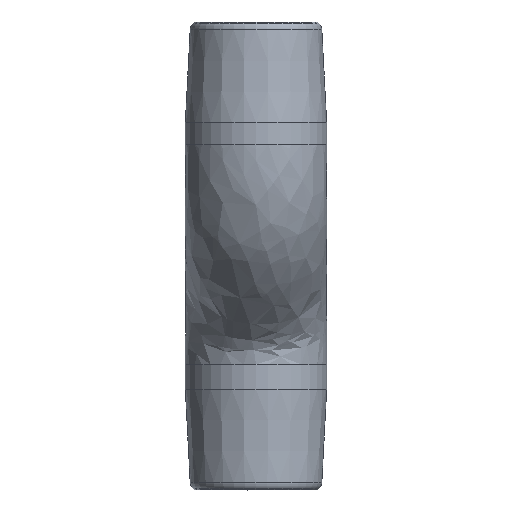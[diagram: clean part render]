
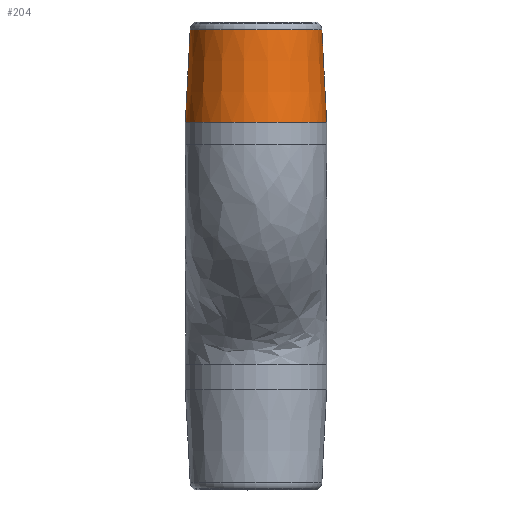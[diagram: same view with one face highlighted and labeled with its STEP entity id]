
A CAD part, front view. The second image highlights one B-rep face of the part: STEP entity #204.
In plain terms, the highlighted conical face has half-angle 3 degrees and reference radius 10.412 mm.
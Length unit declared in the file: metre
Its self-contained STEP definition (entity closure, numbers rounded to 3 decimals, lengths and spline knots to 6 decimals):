
#204 = ADVANCED_FACE( '', ( #456, #457 ), #458, .T. );
#456 = FACE_BOUND( '', #5998, .T. );
#457 = FACE_OUTER_BOUND( '', #5999, .T. );
#458 = CONICAL_SURFACE( '', #6000, 0.010411, 0.052 );
#5998 = EDGE_LOOP( '', ( #14057 ) );
#5999 = EDGE_LOOP( '', ( #14058 ) );
#6000 = AXIS2_PLACEMENT_3D( '', #14059, #14060, #14061 );
#14057 = ORIENTED_EDGE( '', *, *, #14885, .T. );
#14058 = ORIENTED_EDGE( '', *, *, #14949, .F. );
#14059 = CARTESIAN_POINT( '', ( 0., 0.096734, 0.1533 ) );
#14060 = DIRECTION( '', ( 0., 0., -1. ) );
#14061 = DIRECTION( '', ( -1., 0., 0. ) );
#14885 = EDGE_CURVE( '', #15299, #15299, #15300, .F. );
#14949 = EDGE_CURVE( '', #15394, #15394, #15395, .F. );
#15299 = VERTEX_POINT( '', #19529 );
#15300 = CIRCLE( '', #19530, 0.010474 );
#15394 = VERTEX_POINT( '', #20709 );
#15395 = CIRCLE( '', #20710, 0.01125 );
#19529 = CARTESIAN_POINT( '', ( 0.010474, 0.096734, 0.152103 ) );
#19530 = AXIS2_PLACEMENT_3D( '', #21862, #21863, #21864 );
#20709 = CARTESIAN_POINT( '', ( 0.01125, 0.096734, 0.1373 ) );
#20710 = AXIS2_PLACEMENT_3D( '', #21896, #21897, #21898 );
#21862 = CARTESIAN_POINT( '', ( 0., 0.096734, 0.152103 ) );
#21863 = DIRECTION( '', ( 0., 0., 1. ) );
#21864 = DIRECTION( '', ( 1., 0., 0. ) );
#21896 = CARTESIAN_POINT( '', ( 0., 0.096734, 0.1373 ) );
#21897 = DIRECTION( '', ( 0., 0., 1. ) );
#21898 = DIRECTION( '', ( 1., 0., 0. ) );
